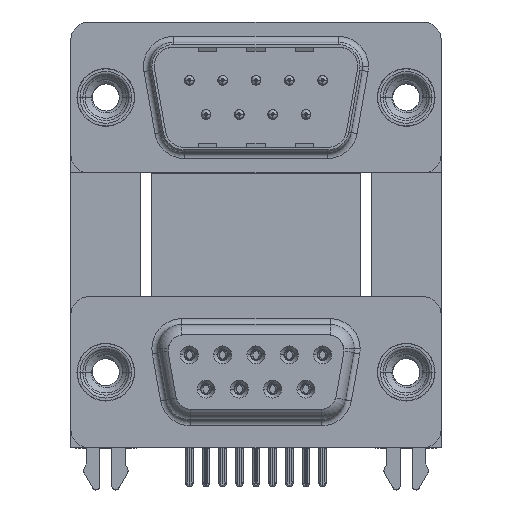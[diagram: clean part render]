
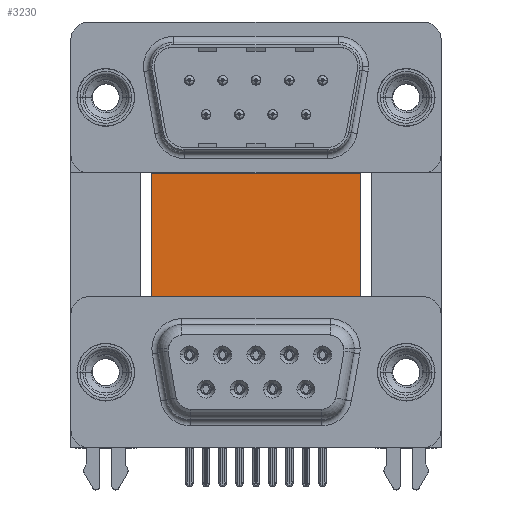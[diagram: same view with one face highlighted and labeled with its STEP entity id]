
A CAD part, top view. The second image highlights one B-rep face of the part: STEP entity #3230.
In plain terms, the highlighted planar face has unit normal (0, 0, 1).
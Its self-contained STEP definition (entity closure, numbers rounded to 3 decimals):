
#456 = CARTESIAN_POINT ( 'NONE',  ( 3.79, 16.585, -12. ) ) ;
#664 = AXIS2_PLACEMENT_3D ( 'NONE', #30384, #13899, #39439 ) ;
#818 = CARTESIAN_POINT ( 'NONE',  ( 22.59, -4.635, -12. ) ) ;
#1177 = VERTEX_POINT ( 'NONE', #32856 ) ;
#1523 = VERTEX_POINT ( 'NONE', #19332 ) ;
#2326 = LINE ( 'NONE', #14997, #5760 ) ;
#2343 = CARTESIAN_POINT ( 'NONE',  ( 22.09, -4.635, -12. ) ) ;
#2408 = DIRECTION ( 'NONE',  ( 0., -1., 0. ) ) ;
#2737 = LINE ( 'NONE', #2343, #31725 ) ;
#2992 = ORIENTED_EDGE ( 'NONE', *, *, #6739, .T. ) ;
#3230 = ADVANCED_FACE ( 'NONE', ( #18068 ), #20919, .F. ) ;
#5359 = CARTESIAN_POINT ( 'NONE',  ( 2.9, -4.635, -12. ) ) ;
#5760 = VECTOR ( 'NONE', #20679, 1000. ) ;
#6101 = LINE ( 'NONE', #27675, #33777 ) ;
#6739 = EDGE_CURVE ( 'NONE', #34068, #9046, #32966, .T. ) ;
#8456 = ORIENTED_EDGE ( 'NONE', *, *, #39661, .F. ) ;
#8745 = CARTESIAN_POINT ( 'NONE',  ( 3.79, -0.735, -12. ) ) ;
#8839 = VERTEX_POINT ( 'NONE', #28319 ) ;
#9046 = VERTEX_POINT ( 'NONE', #12339 ) ;
#9244 = LINE ( 'NONE', #21535, #37890 ) ;
#9411 = VECTOR ( 'NONE', #23131, 1000. ) ;
#10944 = ORIENTED_EDGE ( 'NONE', *, *, #11895, .T. ) ;
#11012 = CARTESIAN_POINT ( 'NONE',  ( 2.4, -4.635, -12. ) ) ;
#11500 = VECTOR ( 'NONE', #2408, 1000. ) ;
#11895 = EDGE_CURVE ( 'NONE', #26406, #34068, #35209, .T. ) ;
#12339 = CARTESIAN_POINT ( 'NONE',  ( 2.9, -4.635, -12. ) ) ;
#12462 = CARTESIAN_POINT ( 'NONE',  ( 22.09, -3.735, -12. ) ) ;
#12598 = EDGE_CURVE ( 'NONE', #38954, #1523, #6101, .T. ) ;
#12769 = EDGE_CURVE ( 'NONE', #8839, #38954, #22619, .T. ) ;
#13899 = DIRECTION ( 'NONE',  ( 0., 0., -1. ) ) ;
#14997 = CARTESIAN_POINT ( 'NONE',  ( 3.79, 16.585, -12. ) ) ;
#15599 = VECTOR ( 'NONE', #30546, 1000. ) ;
#15960 = DIRECTION ( 'NONE',  ( 0., -1., 0. ) ) ;
#16275 = CARTESIAN_POINT ( 'NONE',  ( 3.79, 16.585, -12. ) ) ;
#18043 = DIRECTION ( 'NONE',  ( 1., 0., 0. ) ) ;
#18068 = FACE_OUTER_BOUND ( 'NONE', #19005, .T. ) ;
#18503 = DIRECTION ( 'NONE',  ( -0.336, 0.942, 0. ) ) ;
#19005 = EDGE_LOOP ( 'NONE', ( #31569, #20853, #31765, #36807, #36714, #8456, #24498, #10944, #2992, #25032 ) ) ;
#19209 = LINE ( 'NONE', #456, #20538 ) ;
#19332 = CARTESIAN_POINT ( 'NONE',  ( 22.09, -4.635, -12. ) ) ;
#19898 = DIRECTION ( 'NONE',  ( -0.336, -0.942, 0. ) ) ;
#19912 = CARTESIAN_POINT ( 'NONE',  ( 2.9, -3.735, -12. ) ) ;
#20538 = VECTOR ( 'NONE', #28083, 1000. ) ;
#20679 = DIRECTION ( 'NONE',  ( 1., 0., 0. ) ) ;
#20853 = ORIENTED_EDGE ( 'NONE', *, *, #12598, .T. ) ;
#20919 = PLANE ( 'NONE',  #664 ) ;
#21535 = CARTESIAN_POINT ( 'NONE',  ( 22.59, -4.635, -12. ) ) ;
#22619 = LINE ( 'NONE', #31889, #23518 ) ;
#23131 = DIRECTION ( 'NONE',  ( 0., 1., 0. ) ) ;
#23332 = LINE ( 'NONE', #19912, #9411 ) ;
#23518 = VECTOR ( 'NONE', #34706, 1000. ) ;
#23603 = EDGE_CURVE ( 'NONE', #1523, #29260, #2737, .T. ) ;
#24498 = ORIENTED_EDGE ( 'NONE', *, *, #38811, .T. ) ;
#25032 = ORIENTED_EDGE ( 'NONE', *, *, #25808, .T. ) ;
#25603 = VERTEX_POINT ( 'NONE', #16275 ) ;
#25808 = EDGE_CURVE ( 'NONE', #9046, #8839, #23332, .T. ) ;
#26388 = CARTESIAN_POINT ( 'NONE',  ( 2.4, -4.635, -12. ) ) ;
#26406 = VERTEX_POINT ( 'NONE', #8745 ) ;
#27675 = CARTESIAN_POINT ( 'NONE',  ( 22.09, -3.735, -12. ) ) ;
#28083 = DIRECTION ( 'NONE',  ( 0., -1., 0. ) ) ;
#28319 = CARTESIAN_POINT ( 'NONE',  ( 2.9, -3.735, -12. ) ) ;
#28343 = EDGE_CURVE ( 'NONE', #1177, #29748, #30037, .T. ) ;
#28438 = EDGE_CURVE ( 'NONE', #29260, #29748, #9244, .T. ) ;
#29260 = VERTEX_POINT ( 'NONE', #818 ) ;
#29748 = VERTEX_POINT ( 'NONE', #38052 ) ;
#30037 = LINE ( 'NONE', #36269, #11500 ) ;
#30384 = CARTESIAN_POINT ( 'NONE',  ( 3.79, 16.585, -12. ) ) ;
#30546 = DIRECTION ( 'NONE',  ( 1., 0., 0. ) ) ;
#31569 = ORIENTED_EDGE ( 'NONE', *, *, #12769, .T. ) ;
#31725 = VECTOR ( 'NONE', #18043, 1000. ) ;
#31765 = ORIENTED_EDGE ( 'NONE', *, *, #23603, .T. ) ;
#31889 = CARTESIAN_POINT ( 'NONE',  ( 3.79, -3.735, -12. ) ) ;
#32856 = CARTESIAN_POINT ( 'NONE',  ( 21.2, 16.585, -12. ) ) ;
#32966 = LINE ( 'NONE', #5359, #15599 ) ;
#33777 = VECTOR ( 'NONE', #15960, 1000. ) ;
#34068 = VERTEX_POINT ( 'NONE', #26388 ) ;
#34706 = DIRECTION ( 'NONE',  ( 1., 0., 0. ) ) ;
#35057 = VECTOR ( 'NONE', #19898, 1000. ) ;
#35209 = LINE ( 'NONE', #11012, #35057 ) ;
#36269 = CARTESIAN_POINT ( 'NONE',  ( 21.2, 16.585, -12. ) ) ;
#36714 = ORIENTED_EDGE ( 'NONE', *, *, #28343, .F. ) ;
#36807 = ORIENTED_EDGE ( 'NONE', *, *, #28438, .T. ) ;
#37890 = VECTOR ( 'NONE', #18503, 1000. ) ;
#38052 = CARTESIAN_POINT ( 'NONE',  ( 21.2, -0.735, -12. ) ) ;
#38811 = EDGE_CURVE ( 'NONE', #25603, #26406, #19209, .T. ) ;
#38954 = VERTEX_POINT ( 'NONE', #12462 ) ;
#39439 = DIRECTION ( 'NONE',  ( -1., 0., 0. ) ) ;
#39661 = EDGE_CURVE ( 'NONE', #25603, #1177, #2326, .T. ) ;
